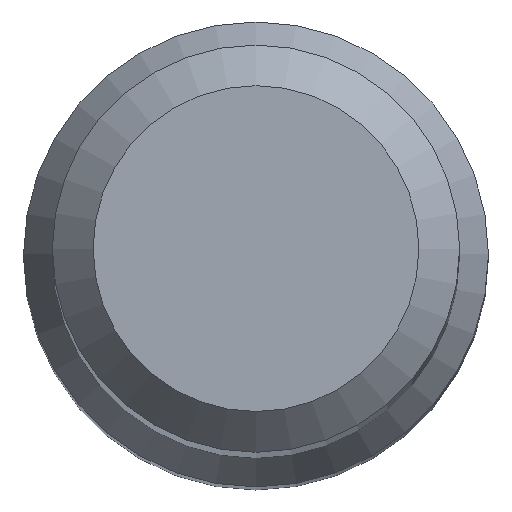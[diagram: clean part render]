
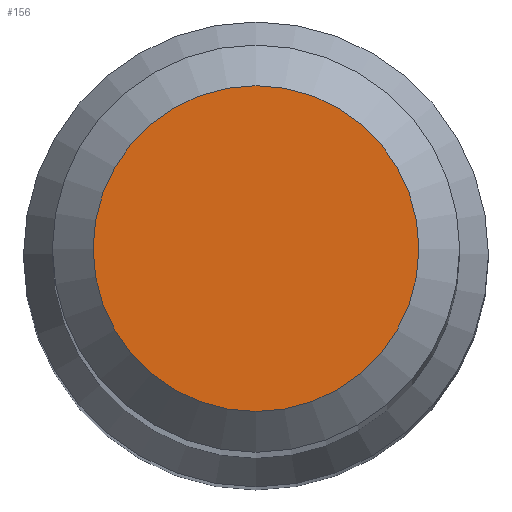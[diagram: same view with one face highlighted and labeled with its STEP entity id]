
A CAD part, top view. The second image highlights one B-rep face of the part: STEP entity #156.
In plain terms, the highlighted planar face has unit normal (0, 0, 1).
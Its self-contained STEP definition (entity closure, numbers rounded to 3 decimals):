
#5 = CARTESIAN_POINT ( 'NONE',  ( 0., 0., 63. ) ) ;
#30 = EDGE_CURVE ( 'NONE', #179, #179, #198, .T. ) ;
#36 = ORIENTED_EDGE ( 'NONE', *, *, #30, .F. ) ;
#57 = AXIS2_PLACEMENT_3D ( 'NONE', #117, #145, #196 ) ;
#75 = EDGE_LOOP ( 'NONE', ( #36 ) ) ;
#81 = DIRECTION ( 'NONE',  ( 0., 1., 0. ) ) ;
#85 = FACE_OUTER_BOUND ( 'NONE', #75, .T. ) ;
#86 = CARTESIAN_POINT ( 'NONE',  ( 0., 2., 63. ) ) ;
#117 = CARTESIAN_POINT ( 'NONE',  ( 0., 0., 63. ) ) ;
#119 = PLANE ( 'NONE',  #223 ) ;
#145 = DIRECTION ( 'NONE',  ( 0., 0., -1. ) ) ;
#156 = ADVANCED_FACE ( 'NONE', ( #85 ), #119, .F. ) ;
#179 = VERTEX_POINT ( 'NONE', #86 ) ;
#196 = DIRECTION ( 'NONE',  ( 0., 1., 0. ) ) ;
#198 = CIRCLE ( 'NONE', #57, 2. ) ;
#212 = DIRECTION ( 'NONE',  ( 0., 0., -1. ) ) ;
#223 = AXIS2_PLACEMENT_3D ( 'NONE', #5, #212, #81 ) ;
